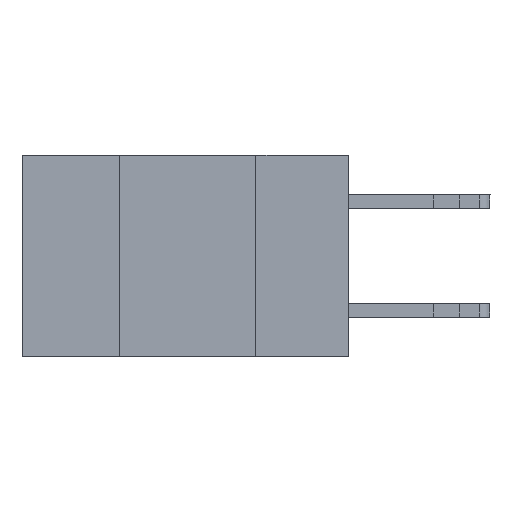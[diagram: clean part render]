
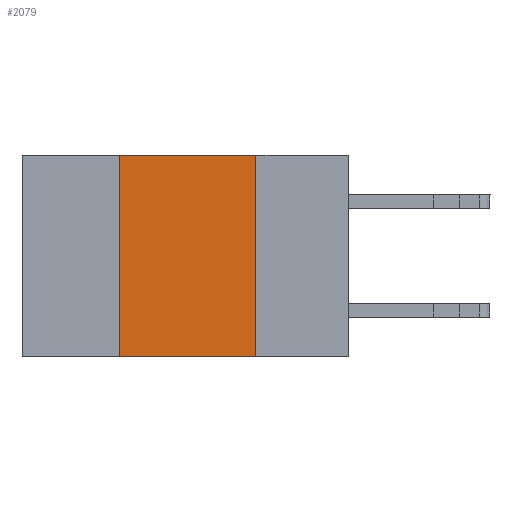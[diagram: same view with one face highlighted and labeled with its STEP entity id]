
A CAD part, left-side view. The second image highlights one B-rep face of the part: STEP entity #2079.
In plain terms, the highlighted planar face has unit normal (-1, 0, 0).
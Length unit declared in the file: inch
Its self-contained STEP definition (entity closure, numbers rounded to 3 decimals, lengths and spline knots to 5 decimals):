
#2 = ORIENTED_EDGE ( 'NONE', *, *, #12751, .F. ) ;
#983 = CARTESIAN_POINT ( 'NONE',  ( 0., 0.6, 0. ) ) ;
#1029 = EDGE_CURVE ( 'NONE', #14712, #16715, #11351, .T. ) ;
#1404 = DIRECTION ( 'NONE',  ( 1., 0., 0. ) ) ;
#2079 = ADVANCED_FACE ( 'NONE', ( #24386 ), #6690, .F. ) ;
#2603 = ORIENTED_EDGE ( 'NONE', *, *, #15980, .F. ) ;
#2888 = DIRECTION ( 'NONE',  ( 0., 0., 1. ) ) ;
#3263 = VECTOR ( 'NONE', #12571, 39.37008 ) ;
#3911 = EDGE_LOOP ( 'NONE', ( #18811, #2603, #2, #18694 ) ) ;
#5210 = DIRECTION ( 'NONE',  ( 0., 0., -1. ) ) ;
#6045 = DIRECTION ( 'NONE',  ( 0., 0., -1. ) ) ;
#6475 = CARTESIAN_POINT ( 'NONE',  ( 0., 0.42, 0. ) ) ;
#6665 = EDGE_CURVE ( 'NONE', #8729, #16715, #13615, .T. ) ;
#6690 = PLANE ( 'NONE',  #17708 ) ;
#7028 = CARTESIAN_POINT ( 'NONE',  ( 0., 0.42, 0. ) ) ;
#8729 = VERTEX_POINT ( 'NONE', #23467 ) ;
#9451 = VECTOR ( 'NONE', #6045, 39.37008 ) ;
#9469 = DIRECTION ( 'NONE',  ( 0., -1., 0. ) ) ;
#9808 = CARTESIAN_POINT ( 'NONE',  ( 0., 0.17, 0. ) ) ;
#10591 = VECTOR ( 'NONE', #2888, 39.37008 ) ;
#11351 = LINE ( 'NONE', #19071, #16421 ) ;
#12571 = DIRECTION ( 'NONE',  ( 0., -1., 0. ) ) ;
#12751 = EDGE_CURVE ( 'NONE', #14712, #13501, #18250, .T. ) ;
#13501 = VERTEX_POINT ( 'NONE', #6475 ) ;
#13615 = LINE ( 'NONE', #9808, #9451 ) ;
#13995 = CARTESIAN_POINT ( 'NONE',  ( 0., 0.17, -0.37 ) ) ;
#14359 = CARTESIAN_POINT ( 'NONE',  ( 0., 0.42, -0.37 ) ) ;
#14712 = VERTEX_POINT ( 'NONE', #14359 ) ;
#15980 = EDGE_CURVE ( 'NONE', #13501, #8729, #18251, .T. ) ;
#16421 = VECTOR ( 'NONE', #9469, 39.37008 ) ;
#16507 = CARTESIAN_POINT ( 'NONE',  ( 0., 0.6, 0. ) ) ;
#16715 = VERTEX_POINT ( 'NONE', #13995 ) ;
#17708 = AXIS2_PLACEMENT_3D ( 'NONE', #16507, #1404, #5210 ) ;
#18250 = LINE ( 'NONE', #7028, #10591 ) ;
#18251 = LINE ( 'NONE', #983, #3263 ) ;
#18694 = ORIENTED_EDGE ( 'NONE', *, *, #1029, .T. ) ;
#18811 = ORIENTED_EDGE ( 'NONE', *, *, #6665, .F. ) ;
#19071 = CARTESIAN_POINT ( 'NONE',  ( 0., 0.6, -0.37 ) ) ;
#23467 = CARTESIAN_POINT ( 'NONE',  ( 0., 0.17, 0. ) ) ;
#24386 = FACE_OUTER_BOUND ( 'NONE', #3911, .T. ) ;
